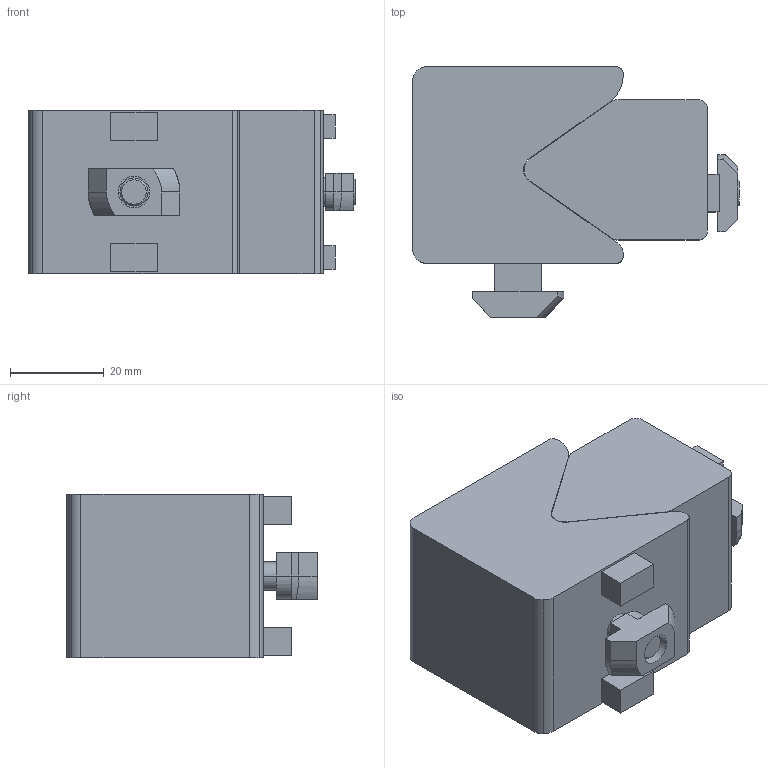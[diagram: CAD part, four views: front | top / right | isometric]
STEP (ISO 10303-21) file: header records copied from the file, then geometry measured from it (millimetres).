
FILE_DESCRIPTION(('STEP AP214'),'1');
FILE_NAME('cctmp_140206AF-D63E-4755-A881-A4E1FF4A7292_2020_1_13_9_58_31_18..stp','2020-01-13T08:58:31',('Bosch Rexroth AG'),('CADClick - www.CADClick.com'),'Spatial InterOp 3D',' ','unknown authorization - (Healing Option Enabled)');
FILE_SCHEMA(('AUTOMOTIVE_DESIGN'));
Length unit declared in the file: millimetre
Products named in the file (1): 1
Bounding box: 69.8 x 53.47 x 35 mm (x, y, z)
Volume: 83543.8 mm3; surface area: 20445.3 mm2
Topology: 3 solids, 3 shells, 132 faces, 333 edges, 220 vertices
Faces by surface type: plane 69, cylinder 59, cone 4
Entity records: 5349 total; most frequent: CARTESIAN_POINT 954, DIRECTION 713, ORIENTED_EDGE 666, EDGE_CURVE 333, AXIS2_PLACEMENT_3D 253, VERTEX_POINT 220, LINE 207, VECTOR 207
